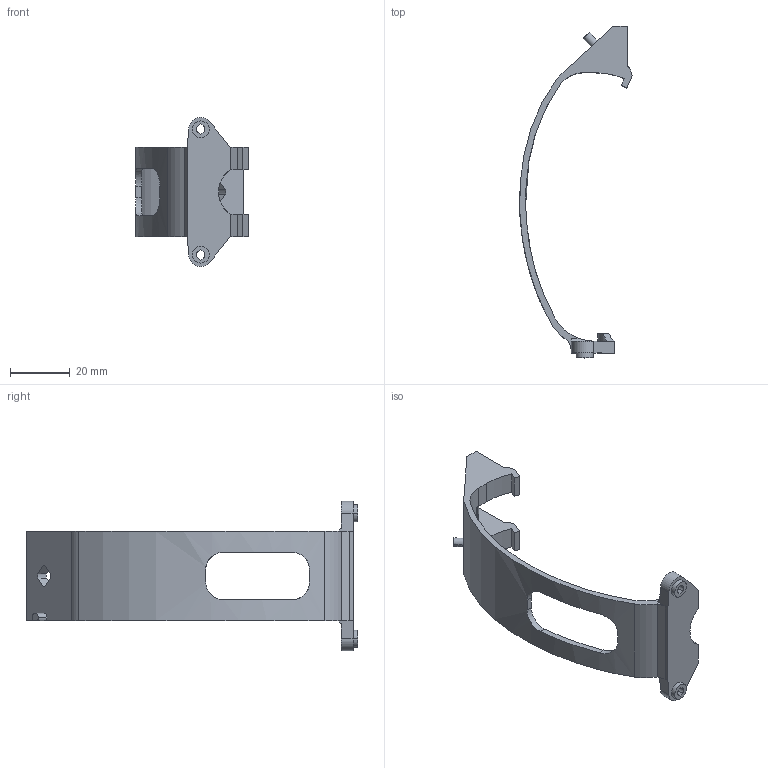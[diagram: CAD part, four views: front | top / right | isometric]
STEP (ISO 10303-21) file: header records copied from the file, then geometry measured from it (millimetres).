
FILE_DESCRIPTION (( 'STEP AP214' ), '1' );
FILE_NAME ('quest3盓殤.STEP', '2025-06-02T08:39:00', ( 'Windows 蚚誧' ), ( '' ), 'SwSTEP 2.0', 'SolidWorks 2022', '' );
FILE_SCHEMA (( 'AUTOMOTIVE_DESIGN' ));
Length unit declared in the file: millimetre
Products named in the file (1): quest3支架
Bounding box: 37.82 x 111.27 x 49.98 mm (x, y, z)
Volume: 12072.1 mm3; surface area: 9812.3 mm2
Topology: 1 solids, 1 shells, 90 faces, 253 edges, 167 vertices
Faces by surface type: plane 52, cylinder 28, bspline 10
Entity records: 3175 total; most frequent: CARTESIAN_POINT 853, ORIENTED_EDGE 506, DIRECTION 429, EDGE_CURVE 253, LINE 167, VERTEX_POINT 167, VECTOR 167, AXIS2_PLACEMENT_3D 131
